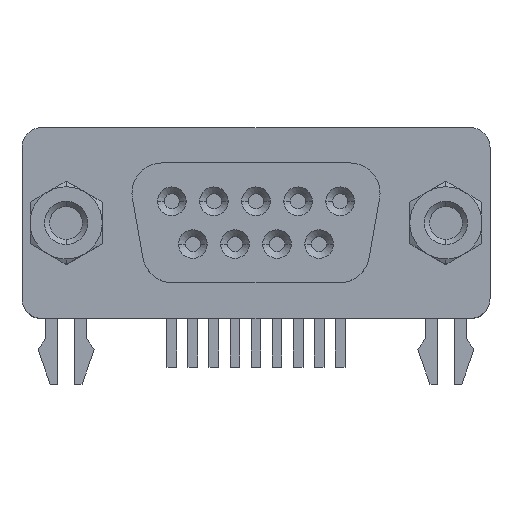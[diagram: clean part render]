
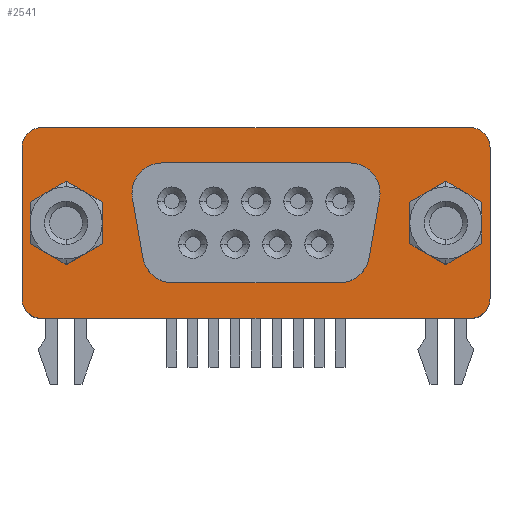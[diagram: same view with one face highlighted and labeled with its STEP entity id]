
A CAD part, top view. The second image highlights one B-rep face of the part: STEP entity #2541.
In plain terms, the highlighted planar face has unit normal (0, 0, 1).
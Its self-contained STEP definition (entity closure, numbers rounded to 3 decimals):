
#1123=VERTEX_POINT('',#3270);
#1135=EDGE_CURVE('',#2157,#1417,#3282,.T.);
#1141=VERTEX_POINT('',#3290);
#1149=EDGE_CURVE('',#3089,#1569,#3298,.T.);
#1153=EDGE_CURVE('',#1569,#1157,#3302,.T.);
#1155=EDGE_CURVE('',#2975,#1161,#3304,.T.);
#1157=VERTEX_POINT('',#3306);
#1161=VERTEX_POINT('',#3313);
#1227=EDGE_CURVE('',#1909,#2667,#3385,.T.);
#1241=VERTEX_POINT('',#3400);
#1247=EDGE_CURVE('',#2091,#2157,#3407,.T.);
#1301=EDGE_CURVE('',#2887,#1517,#3463,.T.);
#1417=VERTEX_POINT('',#3590);
#1471=VERTEX_POINT('',#3649);
#1517=VERTEX_POINT('',#3699);
#1535=VERTEX_POINT('',#3718);
#1569=VERTEX_POINT('',#3756);
#1571=VERTEX_POINT('',#3758);
#1627=EDGE_CURVE('',#2439,#3039,#3820,.T.);
#1637=EDGE_CURVE('',#1835,#1721,#3831,.T.);
#1721=VERTEX_POINT('',#3923);
#1749=VERTEX_POINT('',#3955);
#1835=VERTEX_POINT('',#4052);
#1897=EDGE_CURVE('',#1141,#2975,#4122,.T.);
#1909=VERTEX_POINT('',#4135);
#1913=EDGE_CURVE('',#1991,#1241,#4139,.T.);
#1961=EDGE_CURVE('',#1123,#2001,#4198,.T.);
#1977=EDGE_CURVE('',#3107,#2091,#4215,.T.);
#1991=VERTEX_POINT('',#4230);
#2001=VERTEX_POINT('',#4241);
#2033=VERTEX_POINT('',#4278);
#2057=EDGE_CURVE('',#3095,#1535,#4302,.T.);
#2081=EDGE_CURVE('',#3039,#2887,#4327,.T.);
#2091=VERTEX_POINT('',#4337);
#2105=EDGE_CURVE('',#1161,#3089,#4352,.T.);
#2119=EDGE_CURVE('',#1721,#3095,#4367,.T.);
#2157=VERTEX_POINT('',#4407);
#2173=EDGE_CURVE('',#1517,#1835,#4424,.T.);
#2265=EDGE_CURVE('',#2033,#1909,#4534,.T.);
#2301=EDGE_CURVE('',#2001,#1749,#4574,.T.);
#2439=VERTEX_POINT('',#4728);
#2491=EDGE_CURVE('',#1471,#2709,#4788,.T.);
#2501=EDGE_CURVE('',#1749,#1571,#4798,.T.);
#2541=ADVANCED_FACE('',(#4844,#4845,#4846,#4847),#4848,.T.);
#2557=EDGE_CURVE('',#1571,#3107,#4866,.T.);
#2559=VERTEX_POINT('',#4868);
#2619=EDGE_CURVE('',#2667,#1471,#4932,.T.);
#2667=VERTEX_POINT('',#4983);
#2709=VERTEX_POINT('',#5029);
#2733=EDGE_CURVE('',#1241,#1123,#5055,.T.);
#2845=EDGE_CURVE('',#1157,#1141,#5184,.T.);
#2887=VERTEX_POINT('',#5230);
#2963=EDGE_CURVE('',#2559,#2033,#5317,.T.);
#2975=VERTEX_POINT('',#5331);
#3011=EDGE_CURVE('',#1535,#2439,#5374,.T.);
#3039=VERTEX_POINT('',#5404);
#3055=EDGE_CURVE('',#2709,#2559,#5424,.T.);
#3089=VERTEX_POINT('',#5462);
#3095=VERTEX_POINT('',#5469);
#3107=VERTEX_POINT('',#5482);
#3211=EDGE_CURVE('',#1417,#1991,#5600,.T.);
#3270=CARTESIAN_POINT('',(7.447,-2.297,0.0));
#3282=LINE('',#5686,#5687);
#3290=CARTESIAN_POINT('',(14.875,1.371,0.));
#3298=LINE('',#5710,#5711);
#3302=LINE('',#5726,#5727);
#3304=LINE('',#5730,#5731);
#3306=CARTESIAN_POINT('',(12.5,2.742,0.));
#3313=CARTESIAN_POINT('',(12.5,-2.742,0.));
#3385=LINE('',#5857,#5858);
#3400=CARTESIAN_POINT('',(8.135,1.603,0.0));
#3407=CIRCLE('',#5888,2.0);
#3463=LINE('',#6003,#6004);
#3590=CARTESIAN_POINT('',(6.165,3.95,0.0));
#3649=CARTESIAN_POINT('',(-10.125,1.371,0.));
#3699=CARTESIAN_POINT('',(15.405,-4.975,0.0));
#3718=CARTESIAN_POINT('',(-15.405,4.975,0.0));
#3756=CARTESIAN_POINT('',(10.125,1.371,0.));
#3758=CARTESIAN_POINT('',(-7.447,-2.297,0.0));
#3820=LINE('',#6503,#6504);
#3831=LINE('',#6516,#6517);
#3923=CARTESIAN_POINT('',(-14.105,-6.275,0.0));
#3955=CARTESIAN_POINT('',(-5.477,-3.95,0.0));
#4052=CARTESIAN_POINT('',(14.105,-6.275,0.0));
#4122=LINE('',#6932,#6933);
#4135=CARTESIAN_POINT('',(-14.875,1.371,0.));
#4139=CIRCLE('',#6957,2.0);
#4198=CIRCLE('',#7047,2.0);
#4215=CIRCLE('',#7070,2.0);
#4230=CARTESIAN_POINT('',(8.165,1.95,0.0));
#4241=CARTESIAN_POINT('',(5.477,-3.95,0.0));
#4278=CARTESIAN_POINT('',(-14.875,-1.371,0.));
#4302=LINE('',#7200,#7201);
#4327=CIRCLE('',#7241,1.3);
#4337=CARTESIAN_POINT('',(-8.165,1.95,0.0));
#4352=LINE('',#7288,#7289);
#4367=CIRCLE('',#7313,1.3);
#4407=CARTESIAN_POINT('',(-6.165,3.95,0.0));
#4424=CIRCLE('',#7392,1.3);
#4534=LINE('',#7563,#7564);
#4574=LINE('',#7623,#7624);
#4728=CARTESIAN_POINT('',(-14.105,6.275,0.0));
#4788=LINE('',#7923,#7924);
#4798=CIRCLE('',#7941,2.0);
#4844=FACE_BOUND('',#8009,.T.);
#4845=FACE_BOUND('',#8010,.T.);
#4846=FACE_OUTER_BOUND('',#8011,.T.);
#4847=FACE_BOUND('',#8012,.T.);
#4848=PLANE('',#8013);
#4866=LINE('',#8039,#8040);
#4868=CARTESIAN_POINT('',(-12.5,-2.742,0.));
#4932=LINE('',#8157,#8158);
#4983=CARTESIAN_POINT('',(-12.5,2.742,0.));
#5029=CARTESIAN_POINT('',(-10.125,-1.371,0.));
#5055=LINE('',#8330,#8331);
#5184=LINE('',#8517,#8518);
#5230=CARTESIAN_POINT('',(15.405,4.975,0.0));
#5317=LINE('',#8732,#8733);
#5331=CARTESIAN_POINT('',(14.875,-1.371,0.));
#5374=CIRCLE('',#8808,1.3);
#5404=CARTESIAN_POINT('',(14.105,6.275,0.0));
#5424=LINE('',#8872,#8873);
#5462=CARTESIAN_POINT('',(10.125,-1.371,0.));
#5469=CARTESIAN_POINT('',(-15.405,-4.975,0.0));
#5482=CARTESIAN_POINT('',(-8.135,1.603,0.0));
#5600=CIRCLE('',#9147,2.0);
#5686=CARTESIAN_POINT('',(-3.083,3.95,0.0));
#5687=VECTOR('',#9199,1.0);
#5710=CARTESIAN_POINT('',(10.125,-0.686,0.0));
#5711=VECTOR('',#9219,1.0);
#5726=CARTESIAN_POINT('',(6.031,-0.992,0.0));
#5727=VECTOR('',#9220,1.0);
#5730=CARTESIAN_POINT('',(9.594,-4.42,0.));
#5731=VECTOR('',#9221,1.0);
#5857=CARTESIAN_POINT('',(-9.594,4.42,0.0));
#5858=VECTOR('',#9312,1.0);
#5888=AXIS2_PLACEMENT_3D('',#9335,#9336,#9337);
#6003=CARTESIAN_POINT('',(15.405,-4.975,0.0));
#6004=VECTOR('',#9365,1.0);
#6503=CARTESIAN_POINT('',(14.105,6.275,0.0));
#6504=VECTOR('',#9747,1.0);
#6516=CARTESIAN_POINT('',(-14.105,-6.275,0.0));
#6517=VECTOR('',#9756,1.0);
#6932=CARTESIAN_POINT('',(14.875,0.686,0.0));
#6933=VECTOR('',#10078,1.0);
#6957=AXIS2_PLACEMENT_3D('',#10090,#10091,#10092);
#7047=AXIS2_PLACEMENT_3D('',#10152,#10153,#10154);
#7070=AXIS2_PLACEMENT_3D('',#10178,#10179,#10180);
#7200=CARTESIAN_POINT('',(-15.405,4.975,0.0));
#7201=VECTOR('',#10277,1.0);
#7241=AXIS2_PLACEMENT_3D('',#10294,#10295,#10296);
#7288=CARTESIAN_POINT('',(7.219,0.307,0.0));
#7289=VECTOR('',#10313,1.0);
#7313=AXIS2_PLACEMENT_3D('',#10326,#10327,#10328);
#7392=AXIS2_PLACEMENT_3D('',#10376,#10377,#10378);
#7563=CARTESIAN_POINT('',(-14.875,-0.686,0.0));
#7564=VECTOR('',#10520,1.0);
#7623=CARTESIAN_POINT('',(2.739,-3.95,0.0));
#7624=VECTOR('',#10564,1.0);
#7923=CARTESIAN_POINT('',(-10.125,0.686,0.0));
#7924=VECTOR('',#10801,1.0);
#7941=AXIS2_PLACEMENT_3D('',#10805,#10806,#10807);
#8009=EDGE_LOOP('',(#10869,#10870,#10871,#10872,#10873,#10874));
#8010=EDGE_LOOP('',(#10875,#10876,#10877,#10878,#10879,#10880,#10881,#10882,#10883,#10884));
#8011=EDGE_LOOP('',(#10885,#10886,#10887,#10888,#10889,#10890,#10891,#10892));
#8012=EDGE_LOOP('',(#10893,#10894,#10895,#10896,#10897,#10898));
#8013=AXIS2_PLACEMENT_3D('',#10899,#10900,#10901);
#8039=CARTESIAN_POINT('',(-7.531,-1.82,0.0));
#8040=VECTOR('',#10923,1.0);
#8157=CARTESIAN_POINT('',(-7.219,-0.307,0.0));
#8158=VECTOR('',#10973,1.0);
#8330=CARTESIAN_POINT('',(7.875,0.13,0.0));
#8331=VECTOR('',#11099,1.0);
#8517=CARTESIAN_POINT('',(8.406,5.106,0.));
#8518=VECTOR('',#11267,1.0);
#8732=CARTESIAN_POINT('',(-8.406,-5.106,0.0));
#8733=VECTOR('',#11432,1.0);
#8808=AXIS2_PLACEMENT_3D('',#11520,#11521,#11522);
#8872=CARTESIAN_POINT('',(-6.031,0.992,0.));
#8873=VECTOR('',#11581,1.0);
#9147=AXIS2_PLACEMENT_3D('',#11776,#11777,#11778);
#9199=DIRECTION('',(1.0,0.0,0.0));
#9219=DIRECTION('',(0.,1.0,0.0));
#9220=DIRECTION('',(0.866,0.5,0.0));
#9221=DIRECTION('',(-0.866,-0.5,0.0));
#9312=DIRECTION('',(0.866,0.5,0.0));
#9335=CARTESIAN_POINT('',(-6.165,1.95,0.0));
#9336=DIRECTION('',(0.0,0.0,-1.0));
#9337=DIRECTION('',(1.0,0.0,0.0));
#9365=DIRECTION('',(0.0,-1.0,0.0));
#9747=DIRECTION('',(1.0,0.,0.0));
#9756=DIRECTION('',(-1.0,0.0,0.0));
#10078=DIRECTION('',(0.,-1.0,0.0));
#10090=CARTESIAN_POINT('',(6.165,1.95,0.0));
#10091=DIRECTION('',(0.0,0.0,-1.0));
#10092=DIRECTION('',(1.0,0.0,0.0));
#10152=CARTESIAN_POINT('',(5.477,-1.95,0.0));
#10153=DIRECTION('',(0.0,0.0,-1.0));
#10154=DIRECTION('',(1.0,0.0,0.0));
#10178=CARTESIAN_POINT('',(-6.165,1.95,0.0));
#10179=DIRECTION('',(0.0,0.0,-1.0));
#10180=DIRECTION('',(1.0,0.0,0.0));
#10277=DIRECTION('',(0.0,1.0,0.0));
#10294=CARTESIAN_POINT('',(14.105,4.975,0.0));
#10295=DIRECTION('',(0.0,0.0,-1.0));
#10296=DIRECTION('',(1.0,0.0,0.0));
#10313=DIRECTION('',(-0.866,0.5,0.0));
#10326=CARTESIAN_POINT('',(-14.105,-4.975,0.0));
#10327=DIRECTION('',(0.0,0.0,-1.0));
#10328=DIRECTION('',(1.0,0.0,0.0));
#10376=CARTESIAN_POINT('',(14.105,-4.975,0.0));
#10377=DIRECTION('',(0.0,0.0,-1.0));
#10378=DIRECTION('',(1.0,0.0,0.0));
#10520=DIRECTION('',(0.,1.0,0.0));
#10564=DIRECTION('',(-1.0,0.0,0.0));
#10801=DIRECTION('',(0.,-1.0,0.0));
#10805=CARTESIAN_POINT('',(-5.477,-1.95,0.0));
#10806=DIRECTION('',(0.0,0.0,-1.0));
#10807=DIRECTION('',(1.0,0.0,0.0));
#10869=ORIENTED_EDGE('',*,*,#2963,.T.);
#10870=ORIENTED_EDGE('',*,*,#2265,.T.);
#10871=ORIENTED_EDGE('',*,*,#1227,.T.);
#10872=ORIENTED_EDGE('',*,*,#2619,.T.);
#10873=ORIENTED_EDGE('',*,*,#2491,.T.);
#10874=ORIENTED_EDGE('',*,*,#3055,.T.);
#10875=ORIENTED_EDGE('',*,*,#2501,.T.);
#10876=ORIENTED_EDGE('',*,*,#2557,.T.);
#10877=ORIENTED_EDGE('',*,*,#1977,.T.);
#10878=ORIENTED_EDGE('',*,*,#1247,.T.);
#10879=ORIENTED_EDGE('',*,*,#1135,.T.);
#10880=ORIENTED_EDGE('',*,*,#3211,.T.);
#10881=ORIENTED_EDGE('',*,*,#1913,.T.);
#10882=ORIENTED_EDGE('',*,*,#2733,.T.);
#10883=ORIENTED_EDGE('',*,*,#1961,.T.);
#10884=ORIENTED_EDGE('',*,*,#2301,.T.);
#10885=ORIENTED_EDGE('',*,*,#2119,.F.);
#10886=ORIENTED_EDGE('',*,*,#1637,.F.);
#10887=ORIENTED_EDGE('',*,*,#2173,.F.);
#10888=ORIENTED_EDGE('',*,*,#1301,.F.);
#10889=ORIENTED_EDGE('',*,*,#2081,.F.);
#10890=ORIENTED_EDGE('',*,*,#1627,.F.);
#10891=ORIENTED_EDGE('',*,*,#3011,.F.);
#10892=ORIENTED_EDGE('',*,*,#2057,.F.);
#10893=ORIENTED_EDGE('',*,*,#2105,.T.);
#10894=ORIENTED_EDGE('',*,*,#1149,.T.);
#10895=ORIENTED_EDGE('',*,*,#1153,.T.);
#10896=ORIENTED_EDGE('',*,*,#2845,.T.);
#10897=ORIENTED_EDGE('',*,*,#1897,.T.);
#10898=ORIENTED_EDGE('',*,*,#1155,.T.);
#10899=CARTESIAN_POINT('',(0.,0.0,0.0));
#10900=DIRECTION('',(0.0,0.0,1.0));
#10901=DIRECTION('',(1.0,0.0,0.0));
#10923=DIRECTION('',(-0.174,0.985,0.0));
#10973=DIRECTION('',(0.866,-0.5,0.0));
#11099=DIRECTION('',(-0.174,-0.985,0.0));
#11267=DIRECTION('',(0.866,-0.5,0.0));
#11432=DIRECTION('',(-0.866,0.5,0.0));
#11520=CARTESIAN_POINT('',(-14.105,4.975,0.0));
#11521=DIRECTION('',(0.0,0.0,-1.0));
#11522=DIRECTION('',(1.0,0.0,0.0));
#11581=DIRECTION('',(-0.866,-0.5,0.0));
#11776=CARTESIAN_POINT('',(6.165,1.95,0.0));
#11777=DIRECTION('',(0.0,0.0,-1.0));
#11778=DIRECTION('',(1.0,0.0,0.0));
